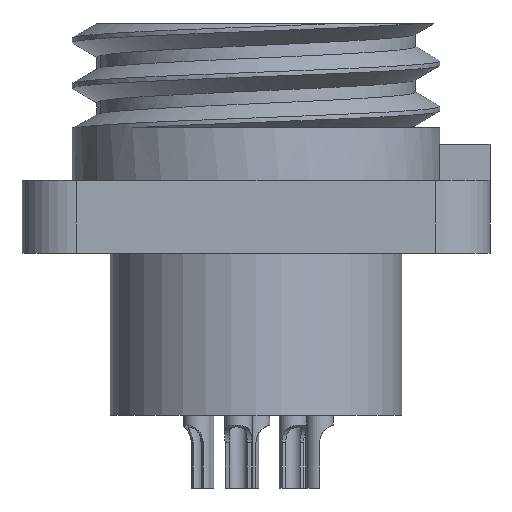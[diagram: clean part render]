
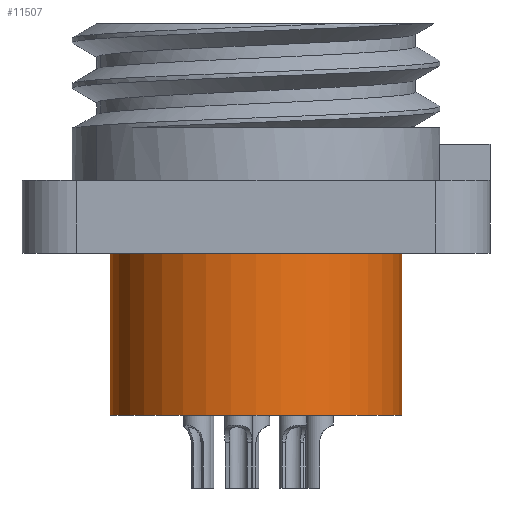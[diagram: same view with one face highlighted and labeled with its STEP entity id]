
A CAD part, left-side view. The second image highlights one B-rep face of the part: STEP entity #11507.
In plain terms, the highlighted cylindrical face has radius 8 mm (diameter 16 mm), a partial arc.
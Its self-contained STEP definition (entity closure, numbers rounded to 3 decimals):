
#36 = CARTESIAN_POINT ( 'NONE',  ( 0., 8., 0. ) ) ;
#374 = VERTEX_POINT ( 'NONE', #36 ) ;
#383 = DIRECTION ( 'NONE',  ( 0., 1., 0. ) ) ;
#615 = EDGE_CURVE ( 'NONE', #6123, #2987, #1606, .T. ) ;
#973 = DIRECTION ( 'NONE',  ( 0., 0., -1. ) ) ;
#985 = ORIENTED_EDGE ( 'NONE', *, *, #11048, .T. ) ;
#1098 = DIRECTION ( 'NONE',  ( 0., 0., -1. ) ) ;
#1606 = LINE ( 'NONE', #4423, #4770 ) ;
#2048 = CARTESIAN_POINT ( 'NONE',  ( 0., 0., 8.9 ) ) ;
#2097 = ORIENTED_EDGE ( 'NONE', *, *, #10557, .T. ) ;
#2687 = LINE ( 'NONE', #10679, #3265 ) ;
#2987 = VERTEX_POINT ( 'NONE', #10909 ) ;
#3151 = CARTESIAN_POINT ( 'NONE',  ( 0., 0., 0. ) ) ;
#3265 = VECTOR ( 'NONE', #1098, 1000. ) ;
#4293 = ORIENTED_EDGE ( 'NONE', *, *, #11092, .T. ) ;
#4423 = CARTESIAN_POINT ( 'NONE',  ( 0., -8., 8.9 ) ) ;
#4488 = CARTESIAN_POINT ( 'NONE',  ( 0., 8., 8.9 ) ) ;
#4770 = VECTOR ( 'NONE', #7221, 1000. ) ;
#4785 = CARTESIAN_POINT ( 'NONE',  ( 0., -8., 8.9 ) ) ;
#5459 = AXIS2_PLACEMENT_3D ( 'NONE', #6343, #10171, #9222 ) ;
#6123 = VERTEX_POINT ( 'NONE', #4785 ) ;
#6343 = CARTESIAN_POINT ( 'NONE',  ( 0., 0., 8.9 ) ) ;
#6936 = DIRECTION ( 'NONE',  ( 0., 0., 1. ) ) ;
#7221 = DIRECTION ( 'NONE',  ( 0., 0., -1. ) ) ;
#7931 = ORIENTED_EDGE ( 'NONE', *, *, #615, .F. ) ;
#8340 = FACE_OUTER_BOUND ( 'NONE', #11737, .T. ) ;
#8465 = CIRCLE ( 'NONE', #11049, 8. ) ;
#9222 = DIRECTION ( 'NONE',  ( 0., 1., 0. ) ) ;
#9237 = AXIS2_PLACEMENT_3D ( 'NONE', #2048, #973, #9670 ) ;
#9670 = DIRECTION ( 'NONE',  ( 0., 1., 0. ) ) ;
#9838 = CIRCLE ( 'NONE', #9237, 8. ) ;
#10171 = DIRECTION ( 'NONE',  ( 0., 0., -1. ) ) ;
#10526 = CYLINDRICAL_SURFACE ( 'NONE', #5459, 8. ) ;
#10557 = EDGE_CURVE ( 'NONE', #374, #2987, #8465, .T. ) ;
#10679 = CARTESIAN_POINT ( 'NONE',  ( 0., 8., 8.9 ) ) ;
#10909 = CARTESIAN_POINT ( 'NONE',  ( 0., -8., 0. ) ) ;
#11048 = EDGE_CURVE ( 'NONE', #12332, #374, #2687, .T. ) ;
#11049 = AXIS2_PLACEMENT_3D ( 'NONE', #3151, #6936, #383 ) ;
#11092 = EDGE_CURVE ( 'NONE', #6123, #12332, #9838, .T. ) ;
#11507 = ADVANCED_FACE ( 'NONE', ( #8340 ), #10526, .T. ) ;
#11737 = EDGE_LOOP ( 'NONE', ( #7931, #4293, #985, #2097 ) ) ;
#12332 = VERTEX_POINT ( 'NONE', #4488 ) ;
